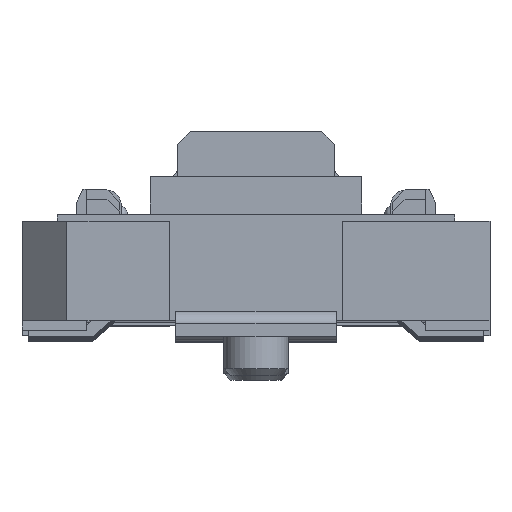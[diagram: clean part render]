
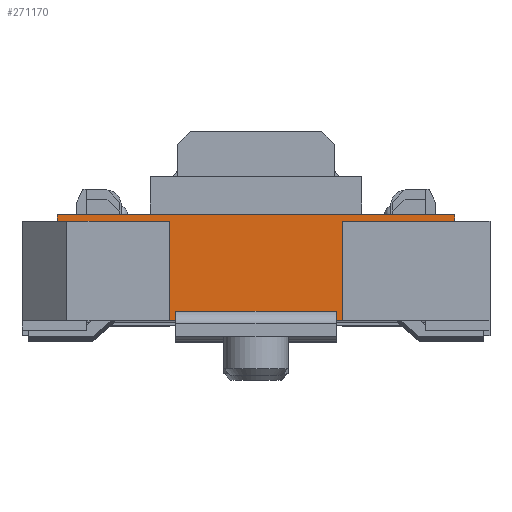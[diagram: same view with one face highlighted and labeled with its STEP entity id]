
A CAD part, top view. The second image highlights one B-rep face of the part: STEP entity #271170.
In plain terms, the highlighted planar face has unit normal (0, 0, 1).
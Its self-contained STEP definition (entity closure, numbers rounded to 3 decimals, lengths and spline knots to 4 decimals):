
#51960=CARTESIAN_POINT('',(-5.3512,1.0176,
39.6482));
#51970=VERTEX_POINT('',#51960);
#52000=CARTESIAN_POINT('',(-5.3512,1.349,
39.6482));
#52010=DIRECTION('',(0.,-1.,0.));
#52020=VECTOR('',#52010,1.);
#52030=LINE('',#52000,#52020);
#52040=CARTESIAN_POINT('',(-5.3512,0.9176,
39.6482));
#52050=VERTEX_POINT('',#52040);
#52060=EDGE_CURVE('',#51970,#52050,#52030,.T.);
#195000=CARTESIAN_POINT('',(-1.0012,-0.4824,
39.6482));
#195010=VERTEX_POINT('',#195000);
#195040=CARTESIAN_POINT('',(-1.0012,1.349,
39.6482));
#195050=DIRECTION('',(0.,-1.,0.));
#195060=VECTOR('',#195050,1.);
#195070=LINE('',#195040,#195060);
#195080=CARTESIAN_POINT('',(-1.0012,-0.6324,
39.6482));
#195090=VERTEX_POINT('',#195080);
#195100=EDGE_CURVE('',#195010,#195090,#195070,.T.);
#270400=CARTESIAN_POINT('',(-3.5012,0.5176,
39.6482));
#270410=DIRECTION('',(0.,0.,1.));
#270420=DIRECTION('',(-1.,0.,0.));
#270430=AXIS2_PLACEMENT_3D('',#270400,#270410,#270420);
#270440=PLANE('',#270430);
#270450=CARTESIAN_POINT('',(-0.9012,1.349,
39.6482));
#270460=DIRECTION('',(0.,-1.,0.));
#270470=VECTOR('',#270460,1.);
#270480=LINE('',#270450,#270470);
#270490=CARTESIAN_POINT('',(-0.9012,0.9176,
39.6482));
#270500=VERTEX_POINT('',#270490);
#270510=CARTESIAN_POINT('',(-0.9012,-0.6324,
39.6482));
#270520=VERTEX_POINT('',#270510);
#270530=EDGE_CURVE('',#270500,#270520,#270480,.T.);
#270540=ORIENTED_EDGE('',*,*,#270530,.F.);
#270550=CARTESIAN_POINT('',(-2.6569,-0.6324,
39.6482));
#270560=DIRECTION('',(-1.,0.,0.));
#270570=VECTOR('',#270560,1.);
#270580=LINE('',#270550,#270570);
#270590=EDGE_CURVE('',#270520,#195090,#270580,.T.);
#270600=ORIENTED_EDGE('',*,*,#270590,.F.);
#270610=ORIENTED_EDGE('',*,*,#195100,.T.);
#270620=CARTESIAN_POINT('',(-3.5012,-0.4824,
39.6482));
#270630=DIRECTION('',(-1.,0.,0.));
#270640=VECTOR('',#270630,1.);
#270650=LINE('',#270620,#270640);
#270660=CARTESIAN_POINT('',(-3.5012,-0.4824,
39.6482));
#270670=VERTEX_POINT('',#270660);
#270680=EDGE_CURVE('',#195010,#270670,#270650,.T.);
#270690=ORIENTED_EDGE('',*,*,#270680,.F.);
#270700=CARTESIAN_POINT('',(-3.5012,1.349,
39.6482));
#270710=DIRECTION('',(0.,1.,0.));
#270720=VECTOR('',#270710,1.);
#270730=LINE('',#270700,#270720);
#270740=CARTESIAN_POINT('',(-3.5012,-0.6324,
39.6482));
#270750=VERTEX_POINT('',#270740);
#270760=EDGE_CURVE('',#270750,#270670,#270730,.T.);
#270770=ORIENTED_EDGE('',*,*,#270760,.T.);
#270780=CARTESIAN_POINT('',(-3.6012,-0.6324,
39.6482));
#270790=VERTEX_POINT('',#270780);
#270800=EDGE_CURVE('',#270750,#270790,#270580,.T.);
#270810=ORIENTED_EDGE('',*,*,#270800,.F.);
#270820=CARTESIAN_POINT('',(-3.6012,1.349,
39.6482));
#270830=DIRECTION('',(0.,-1.,0.));
#270840=VECTOR('',#270830,1.);
#270850=LINE('',#270820,#270840);
#270860=CARTESIAN_POINT('',(-3.6012,0.9176,
39.6482));
#270870=VERTEX_POINT('',#270860);
#270880=EDGE_CURVE('',#270870,#270790,#270850,.T.);
#270890=ORIENTED_EDGE('',*,*,#270880,.T.);
#270900=CARTESIAN_POINT('',(-2.6569,0.9176,
39.6482));
#270910=DIRECTION('',(-1.,0.,0.));
#270920=VECTOR('',#270910,1.);
#270930=LINE('',#270900,#270920);
#270940=EDGE_CURVE('',#270870,#52050,#270930,.T.);
#270950=ORIENTED_EDGE('',*,*,#270940,.F.);
#270960=ORIENTED_EDGE('',*,*,#52060,.T.);
#270970=CARTESIAN_POINT('',(-2.6569,1.0176,
39.6482));
#270980=DIRECTION('',(1.,0.,-0.));
#270990=VECTOR('',#270980,1.);
#271000=LINE('',#270970,#270990);
#271010=CARTESIAN_POINT('',(0.8488,1.0176,
39.6482));
#271020=VERTEX_POINT('',#271010);
#271030=EDGE_CURVE('',#51970,#271020,#271000,.T.);
#271040=ORIENTED_EDGE('',*,*,#271030,.F.);
#271050=CARTESIAN_POINT('',(0.8488,1.349,
39.6482));
#271060=DIRECTION('',(0.,-1.,0.));
#271070=VECTOR('',#271060,1.);
#271080=LINE('',#271050,#271070);
#271090=CARTESIAN_POINT('',(0.8488,0.9176,
39.6482));
#271100=VERTEX_POINT('',#271090);
#271110=EDGE_CURVE('',#271020,#271100,#271080,.T.);
#271120=ORIENTED_EDGE('',*,*,#271110,.F.);
#271130=EDGE_CURVE('',#271100,#270500,#270930,.T.);
#271140=ORIENTED_EDGE('',*,*,#271130,.F.);
#271150=EDGE_LOOP('',(#271140,#271120,#271040,#270960,#270950,#270890,
#270810,#270770,#270690,#270610,#270600,#270540));
#271160=FACE_OUTER_BOUND('',#271150,.T.);
#271170=ADVANCED_FACE('',(#271160),#270440,.T.);
